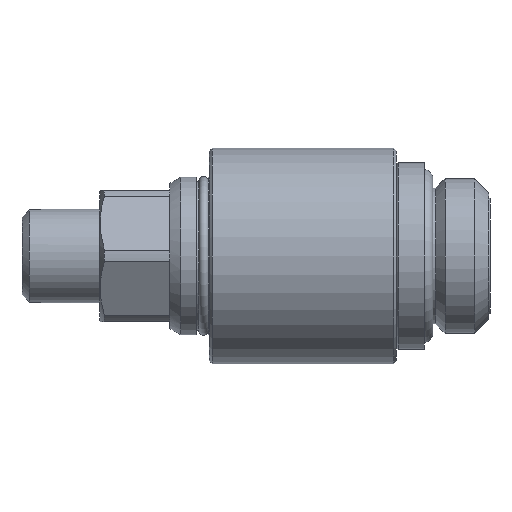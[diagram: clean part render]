
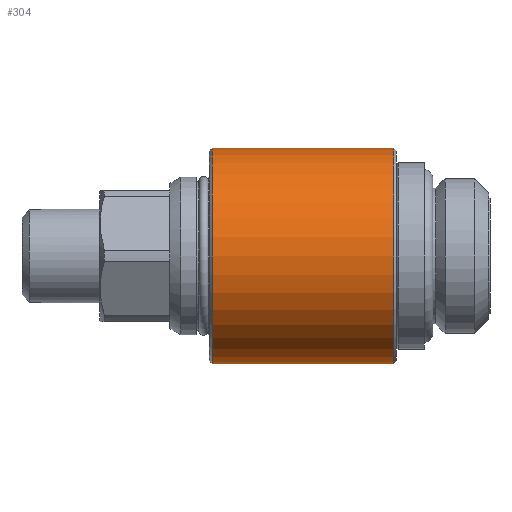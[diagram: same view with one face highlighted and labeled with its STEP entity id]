
A CAD part, left-side view. The second image highlights one B-rep face of the part: STEP entity #304.
In plain terms, the highlighted cylindrical face has radius 11.5 mm (diameter 23 mm), a full revolution.
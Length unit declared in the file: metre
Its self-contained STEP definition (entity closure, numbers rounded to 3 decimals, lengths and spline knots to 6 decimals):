
#304 = ADVANCED_FACE( 'NONE', ( #818, #819, #820 ), #821, .T. );
#818 = FACE_OUTER_BOUND( '', #1609, .T. );
#819 = FACE_OUTER_BOUND( '', #1610, .T. );
#820 = FACE_BOUND( '', #1611, .T. );
#821 = CYLINDRICAL_SURFACE( '', #1612, 0.0115 );
#1609 = EDGE_LOOP( '', ( #4802 ) );
#1610 = EDGE_LOOP( '', ( #4803 ) );
#1611 = EDGE_LOOP( '', ( #4804, #4805 ) );
#1612 = AXIS2_PLACEMENT_3D( '', #4806, #4807, #4808 );
#4802 = ORIENTED_EDGE( '', *, *, #6627, .T. );
#4803 = ORIENTED_EDGE( '', *, *, #6628, .F. );
#4804 = ORIENTED_EDGE( '', *, *, #6629, .T. );
#4805 = ORIENTED_EDGE( '', *, *, #6630, .T. );
#4806 = CARTESIAN_POINT( '', ( 0., 0.010419, 0. ) );
#4807 = DIRECTION( '', ( 0., -1., 0. ) );
#4808 = DIRECTION( '', ( 0., 0., -1. ) );
#6627 = EDGE_CURVE( 'NONE', #7406, #7406, #7407, .T. );
#6628 = EDGE_CURVE( 'NONE', #7408, #7408, #7409, .T. );
#6629 = EDGE_CURVE( 'NONE', #7410, #7411, #7412, .T. );
#6630 = EDGE_CURVE( 'NONE', #7411, #7410, #7413, .T. );
#7406 = VERTEX_POINT( '', #8557 );
#7407 = CIRCLE( '', #8558, 0.0115 );
#7408 = VERTEX_POINT( '', #8559 );
#7409 = CIRCLE( '', #8560, 0.0115 );
#7410 = VERTEX_POINT( 'NONE', #8561 );
#7411 = VERTEX_POINT( 'NONE', #8562 );
#7412 = B_SPLINE_CURVE_WITH_KNOTS( '', 3, ( #8563, #8564, #8565, #8566, #8567, #8568, #8569, #8570, #8571, #8572, #8573, #8574, #8575, #8576, #8577, #8578, #8579, #8580, #8581, #8582, #8583, #8584, #8585 ), .UNSPECIFIED., .F., .F., ( 4, 1, 1, 1, 1, 1, 1, 1, 1, 1, 1, 1, 1, 1, 1, 1, 1, 1, 1, 1, 4 ), ( 0., 0.01563, 0.03126, 0.062511, 0.124957, 0.18739, 0.249911, 0.312432, 0.374953, 0.437475, 0.499998, 0.56252, 0.625041, 0.687561, 0.750083, 0.812603, 0.875038, 0.937483, 0.968739, 0.984368, 1. ), .UNSPECIFIED. );
#7413 = B_SPLINE_CURVE_WITH_KNOTS( '', 3, ( #8586, #8587, #8588, #8589, #8590, #8591, #8592, #8593, #8594, #8595, #8596, #8597, #8598, #8599, #8600, #8601, #8602, #8603, #8604, #8605, #8606, #8607, #8608 ), .UNSPECIFIED., .F., .F., ( 4, 1, 1, 1, 1, 1, 1, 1, 1, 1, 1, 1, 1, 1, 1, 1, 1, 1, 1, 1, 4 ), ( 0., 0.01563, 0.03126, 0.062511, 0.124957, 0.18739, 0.24991, 0.312432, 0.374953, 0.437474, 0.499996, 0.562518, 0.625039, 0.68756, 0.750082, 0.812602, 0.875037, 0.937483, 0.968739, 0.984368, 1. ), .UNSPECIFIED. );
#8557 = CARTESIAN_POINT( '', ( 0., 0.03, -0.0115 ) );
#8558 = AXIS2_PLACEMENT_3D( '', #12426, #12427, #12428 );
#8559 = CARTESIAN_POINT( '', ( 0., 0.0106, -0.0115 ) );
#8560 = AXIS2_PLACEMENT_3D( '', #12429, #12430, #12431 );
#8561 = CARTESIAN_POINT( '', ( 0.010585, 0.016559, -0.004495 ) );
#8562 = CARTESIAN_POINT( '', ( 0.010581, 0.02403, 0.004504 ) );
#8563 = CARTESIAN_POINT( '', ( 0.010585, 0.016559, -0.004495 ) );
#8564 = CARTESIAN_POINT( '', ( 0.010609, 0.016484, -0.004437 ) );
#8565 = CARTESIAN_POINT( '', ( 0.010658, 0.016336, -0.00432 ) );
#8566 = CARTESIAN_POINT( '', ( 0.010757, 0.016054, -0.004069 ) );
#8567 = CARTESIAN_POINT( '', ( 0.01093, 0.015591, -0.003597 ) );
#8568 = CARTESIAN_POINT( '', ( 0.011163, 0.01503, -0.002826 ) );
#8569 = CARTESIAN_POINT( '', ( 0.011381, 0.01455, -0.001773 ) );
#8570 = CARTESIAN_POINT( '', ( 0.011503, 0.014294, -0.000626 ) );
#8571 = CARTESIAN_POINT( '', ( 0.011507, 0.014286, 0.000556 ) );
#8572 = CARTESIAN_POINT( '', ( 0.011391, 0.014528, 0.001706 ) );
#8573 = CARTESIAN_POINT( '', ( 0.011178, 0.014996, 0.002768 ) );
#8574 = CARTESIAN_POINT( '', ( 0.010901, 0.015659, 0.003701 ) );
#8575 = CARTESIAN_POINT( '', ( 0.010599, 0.016486, 0.004484 ) );
#8576 = CARTESIAN_POINT( '', ( 0.010313, 0.017448, 0.005099 ) );
#8577 = CARTESIAN_POINT( '', ( 0.010086, 0.018521, 0.005529 ) );
#8578 = CARTESIAN_POINT( '', ( 0.009956, 0.019672, 0.005755 ) );
#8579 = CARTESIAN_POINT( '', ( 0.009952, 0.020851, 0.005762 ) );
#8580 = CARTESIAN_POINT( '', ( 0.010074, 0.022004, 0.005551 ) );
#8581 = CARTESIAN_POINT( '', ( 0.010259, 0.022903, 0.005203 ) );
#8582 = CARTESIAN_POINT( '', ( 0.010414, 0.023485, 0.00488 ) );
#8583 = CARTESIAN_POINT( '', ( 0.010509, 0.023801, 0.004672 ) );
#8584 = CARTESIAN_POINT( '', ( 0.010557, 0.023954, 0.00456 ) );
#8585 = CARTESIAN_POINT( '', ( 0.010581, 0.02403, 0.004504 ) );
#8586 = CARTESIAN_POINT( '', ( 0.010581, 0.02403, 0.004504 ) );
#8587 = CARTESIAN_POINT( '', ( 0.010606, 0.024104, 0.004446 ) );
#8588 = CARTESIAN_POINT( '', ( 0.010655, 0.024254, 0.004329 ) );
#8589 = CARTESIAN_POINT( '', ( 0.010754, 0.024537, 0.004078 ) );
#8590 = CARTESIAN_POINT( '', ( 0.010927, 0.025001, 0.003607 ) );
#8591 = CARTESIAN_POINT( '', ( 0.011161, 0.025564, 0.002836 ) );
#8592 = CARTESIAN_POINT( '', ( 0.01138, 0.026048, 0.001781 ) );
#8593 = CARTESIAN_POINT( '', ( 0.011503, 0.026306, 0.000634 ) );
#8594 = CARTESIAN_POINT( '', ( 0.011507, 0.026315, -0.00055 ) );
#8595 = CARTESIAN_POINT( '', ( 0.011392, 0.026074, -0.001703 ) );
#8596 = CARTESIAN_POINT( '', ( 0.011178, 0.025605, -0.002766 ) );
#8597 = CARTESIAN_POINT( '', ( 0.010901, 0.024941, -0.003702 ) );
#8598 = CARTESIAN_POINT( '', ( 0.010598, 0.024113, -0.004485 ) );
#8599 = CARTESIAN_POINT( '', ( 0.010312, 0.023149, -0.005101 ) );
#8600 = CARTESIAN_POINT( '', ( 0.010085, 0.022073, -0.005531 ) );
#8601 = CARTESIAN_POINT( '', ( 0.009956, 0.020921, -0.005756 ) );
#8602 = CARTESIAN_POINT( '', ( 0.009953, 0.019739, -0.005762 ) );
#8603 = CARTESIAN_POINT( '', ( 0.010075, 0.018585, -0.005548 ) );
#8604 = CARTESIAN_POINT( '', ( 0.010262, 0.017686, -0.005198 ) );
#8605 = CARTESIAN_POINT( '', ( 0.010417, 0.017104, -0.004873 ) );
#8606 = CARTESIAN_POINT( '', ( 0.010512, 0.016787, -0.004664 ) );
#8607 = CARTESIAN_POINT( '', ( 0.010561, 0.016635, -0.004552 ) );
#8608 = CARTESIAN_POINT( '', ( 0.010585, 0.016559, -0.004495 ) );
#12426 = CARTESIAN_POINT( '', ( 0., 0.03, 0. ) );
#12427 = DIRECTION( '', ( 0., -1., 0. ) );
#12428 = DIRECTION( '', ( 0., 0., -1. ) );
#12429 = CARTESIAN_POINT( '', ( 0., 0.0106, 0. ) );
#12430 = DIRECTION( '', ( 0., -1., 0. ) );
#12431 = DIRECTION( '', ( 0., 0., -1. ) );
